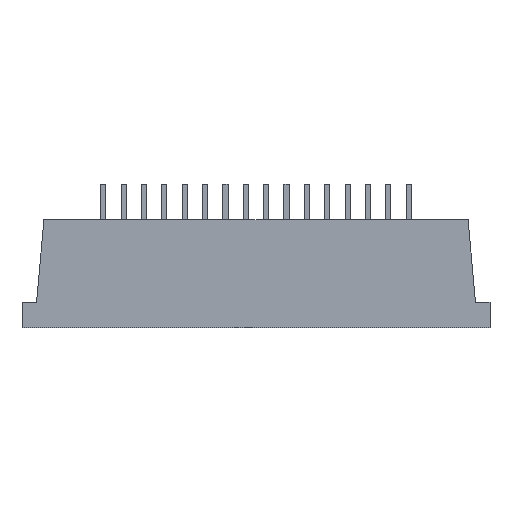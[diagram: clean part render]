
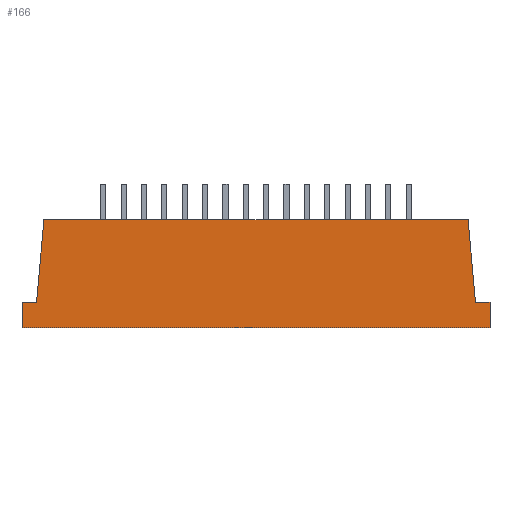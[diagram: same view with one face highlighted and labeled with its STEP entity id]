
A CAD part, top view. The second image highlights one B-rep face of the part: STEP entity #166.
In plain terms, the highlighted planar face has unit normal (0, 0, 1).
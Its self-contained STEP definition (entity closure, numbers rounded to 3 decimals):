
#54 = VERTEX_POINT('',#55);
#55 = CARTESIAN_POINT('',(-10.421,2.65,2.5));
#61 = EDGE_CURVE('',#54,#62,#64,.T.);
#62 = VERTEX_POINT('',#63);
#63 = CARTESIAN_POINT('',(10.421,2.65,2.5));
#64 = LINE('',#65,#66);
#65 = CARTESIAN_POINT('',(-11.5,2.65,2.5));
#66 = VECTOR('',#67,1.);
#67 = DIRECTION('',(1.,0.,0.));
#148 = VERTEX_POINT('',#149);
#149 = CARTESIAN_POINT('',(10.786,-1.405,2.5));
#155 = EDGE_CURVE('',#62,#148,#156,.T.);
#156 = LINE('',#157,#158);
#157 = CARTESIAN_POINT('',(10.68,-0.227,2.5));
#158 = VECTOR('',#159,1.);
#159 = DIRECTION('',(0.09,-0.996,0.));
#166 = ADVANCED_FACE('',(#167),#217,.T.);
#167 = FACE_BOUND('',#168,.T.);
#168 = EDGE_LOOP('',(#169,#170,#178,#186,#194,#202,#210,#216));
#169 = ORIENTED_EDGE('',*,*,#61,.F.);
#170 = ORIENTED_EDGE('',*,*,#171,.T.);
#171 = EDGE_CURVE('',#54,#172,#174,.T.);
#172 = VERTEX_POINT('',#173);
#173 = CARTESIAN_POINT('',(-10.786,-1.405,2.5));
#174 = LINE('',#175,#176);
#175 = CARTESIAN_POINT('',(-10.68,-0.227,2.5));
#176 = VECTOR('',#177,1.);
#177 = DIRECTION('',(-0.09,-0.996,0.));
#178 = ORIENTED_EDGE('',*,*,#179,.F.);
#179 = EDGE_CURVE('',#180,#172,#182,.T.);
#180 = VERTEX_POINT('',#181);
#181 = CARTESIAN_POINT('',(-11.5,-1.405,2.5));
#182 = LINE('',#183,#184);
#183 = CARTESIAN_POINT('',(-5.393,-1.405,2.5));
#184 = VECTOR('',#185,1.);
#185 = DIRECTION('',(1.,0.,0.));
#186 = ORIENTED_EDGE('',*,*,#187,.F.);
#187 = EDGE_CURVE('',#188,#180,#190,.T.);
#188 = VERTEX_POINT('',#189);
#189 = CARTESIAN_POINT('',(-11.5,-2.65,2.5));
#190 = LINE('',#191,#192);
#191 = CARTESIAN_POINT('',(-11.5,-2.65,2.5));
#192 = VECTOR('',#193,1.);
#193 = DIRECTION('',(0.,1.,0.));
#194 = ORIENTED_EDGE('',*,*,#195,.F.);
#195 = EDGE_CURVE('',#196,#188,#198,.T.);
#196 = VERTEX_POINT('',#197);
#197 = CARTESIAN_POINT('',(11.5,-2.65,2.5));
#198 = LINE('',#199,#200);
#199 = CARTESIAN_POINT('',(11.5,-2.65,2.5));
#200 = VECTOR('',#201,1.);
#201 = DIRECTION('',(-1.,0.,0.));
#202 = ORIENTED_EDGE('',*,*,#203,.F.);
#203 = EDGE_CURVE('',#204,#196,#206,.T.);
#204 = VERTEX_POINT('',#205);
#205 = CARTESIAN_POINT('',(11.5,-1.405,2.5));
#206 = LINE('',#207,#208);
#207 = CARTESIAN_POINT('',(11.5,2.65,2.5));
#208 = VECTOR('',#209,1.);
#209 = DIRECTION('',(0.,-1.,0.));
#210 = ORIENTED_EDGE('',*,*,#211,.T.);
#211 = EDGE_CURVE('',#204,#148,#212,.T.);
#212 = LINE('',#213,#214);
#213 = CARTESIAN_POINT('',(5.393,-1.405,2.5));
#214 = VECTOR('',#215,1.);
#215 = DIRECTION('',(-1.,0.,0.));
#216 = ORIENTED_EDGE('',*,*,#155,.F.);
#217 = PLANE('',#218);
#218 = AXIS2_PLACEMENT_3D('',#219,#220,#221);
#219 = CARTESIAN_POINT('',(0.,0.,2.5));
#220 = DIRECTION('',(0.,0.,1.));
#221 = DIRECTION('',(1.,0.,0.));
